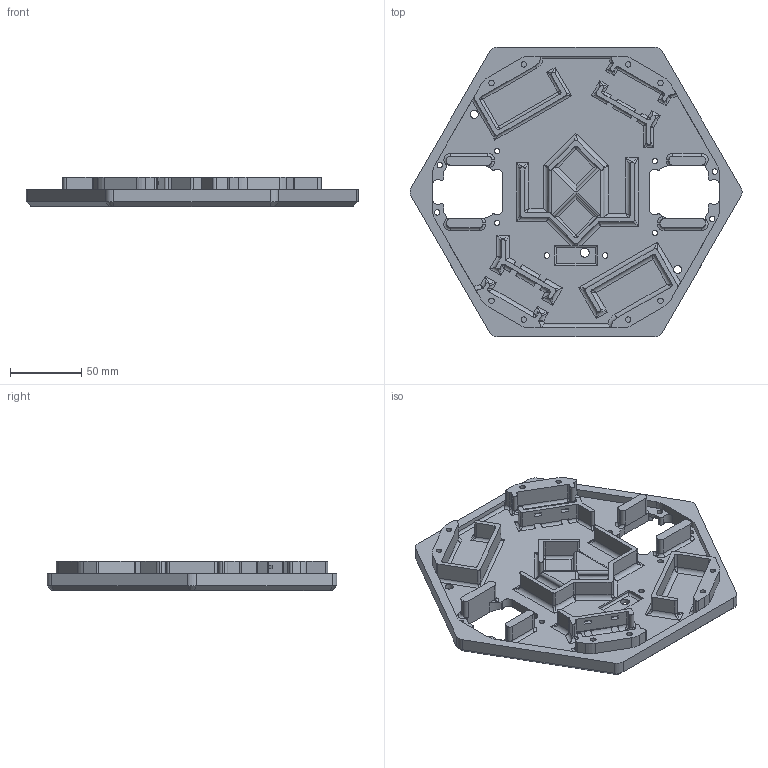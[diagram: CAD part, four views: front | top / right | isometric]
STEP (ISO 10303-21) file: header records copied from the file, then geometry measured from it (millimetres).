
FILE_DESCRIPTION(/* description */ (''),/* implementation_level */ '2;1');
FILE_NAME(/* name */ 'WhirlWax_BottomPlate.step',/* time_stamp */ '2023-07-12T00:33:40-04:00',/* author */ (''),/* organization */ (''),/* preprocessor_version */ 'ST-DEVELOPER v19.2',/* originating_system */ 'Autodesk Translation Framework v12.6.0.85',/* authorisation */ '');
FILE_SCHEMA (('AUTOMOTIVE_DESIGN { 1 0 10303 214 3 1 1 }'));
Length unit declared in the file: inch
Products named in the file (1): WhirlWax_August
Bounding box: 232.67 x 203.2 x 20.35 mm (x, y, z)
Volume: 291506.5 mm3; surface area: 102064.3 mm2
Topology: 1 solids, 1 shells, 558 faces, 1461 edges, 851 vertices
Faces by surface type: cylinder 271, plane 194, bspline 67, torus 20, cone 6
Full cylindrical faces by diameter (mm): 3.81 x18, 5.58 x2, 6.35 x1, 9.525 x4
Entity records: 19097 total; most frequent: CARTESIAN_POINT 5573, DIRECTION 2877, ORIENTED_EDGE 2794, EDGE_CURVE 1397, AXIS2_PLACEMENT_3D 1048, VERTEX_POINT 851, LINE 781, VECTOR 781
